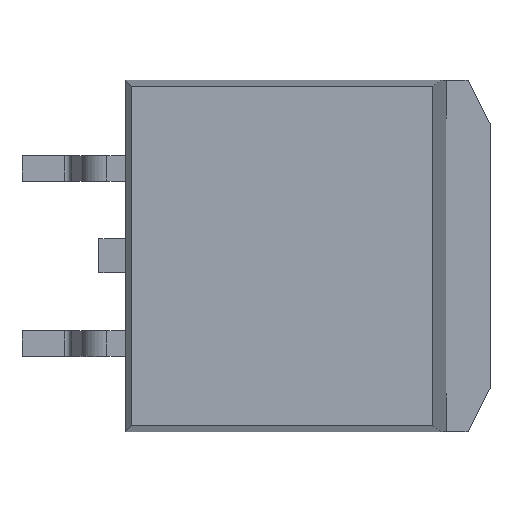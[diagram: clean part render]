
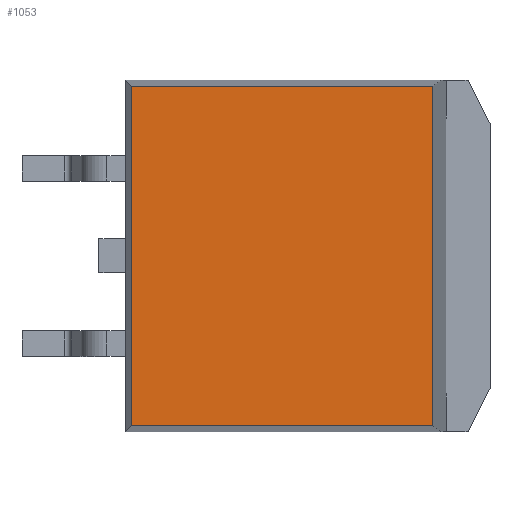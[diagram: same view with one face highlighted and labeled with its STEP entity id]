
A CAD part, top view. The second image highlights one B-rep face of the part: STEP entity #1053.
In plain terms, the highlighted planar face has unit normal (0, 0, 1).
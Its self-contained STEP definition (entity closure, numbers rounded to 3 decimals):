
#67=FACE_OUTER_BOUND($,#128,.T.);
#128=EDGE_LOOP($,(#786,#787,#788,#789));
#224=LINE($,#1585,#357);
#226=LINE($,#1591,#359);
#228=LINE($,#1595,#361);
#229=LINE($,#1596,#362);
#357=VECTOR($,#1275,9.84);
#359=VECTOR($,#1283,8.731);
#361=VECTOR($,#1287,8.731);
#362=VECTOR($,#1288,9.84);
#470=VERTEX_POINT($,#1575);
#473=VERTEX_POINT($,#1583);
#474=VERTEX_POINT($,#1590);
#475=VERTEX_POINT($,#1594);
#588=EDGE_CURVE($,#470,#473,#224,.T.);
#590=EDGE_CURVE($,#470,#474,#226,.T.);
#592=EDGE_CURVE($,#475,#473,#228,.T.);
#593=EDGE_CURVE($,#474,#475,#229,.T.);
#786=ORIENTED_EDGE($,*,*,#588,.T.);
#787=ORIENTED_EDGE($,*,*,#592,.F.);
#788=ORIENTED_EDGE($,*,*,#593,.F.);
#789=ORIENTED_EDGE($,*,*,#590,.F.);
#1000=PLANE($,#1125);
#1053=ADVANCED_FACE($,(#67),#1000,.T.);
#1125=AXIS2_PLACEMENT_3D($,#1593,#1285,#1286);
#1275=DIRECTION($,(0.,1.,0.));
#1283=DIRECTION($,(-1.,0.,0.));
#1285=DIRECTION('center_axis',(0.,0.,1.));
#1286=DIRECTION('ref_axis',(0.,-1.,0.));
#1287=DIRECTION($,(1.,0.,0.));
#1288=DIRECTION($,(0.,1.,0.));
#1575=CARTESIAN_POINT('',(5.701,-4.92,4.57));
#1583=CARTESIAN_POINT('',(5.701,4.92,4.57));
#1585=CARTESIAN_POINT($,(5.701,-2.55,4.57));
#1590=CARTESIAN_POINT('',(-3.03,-4.92,4.57));
#1591=CARTESIAN_POINT($,(1.44,-4.92,4.57));
#1593=CARTESIAN_POINT('Origin',(1.44,0.,4.57));
#1594=CARTESIAN_POINT('',(-3.03,4.92,4.57));
#1595=CARTESIAN_POINT($,(1.44,4.92,4.57));
#1596=CARTESIAN_POINT($,(-3.03,0.,4.57));
